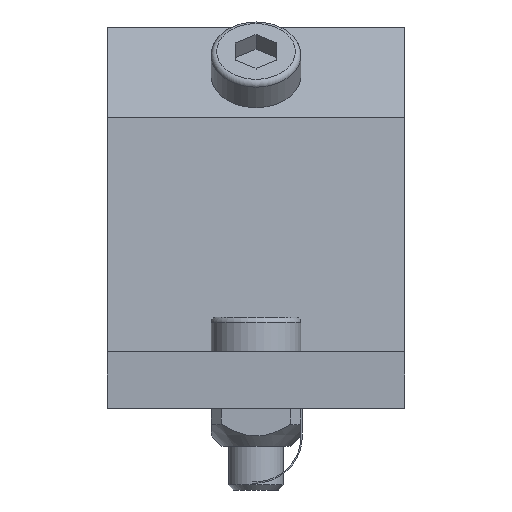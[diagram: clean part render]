
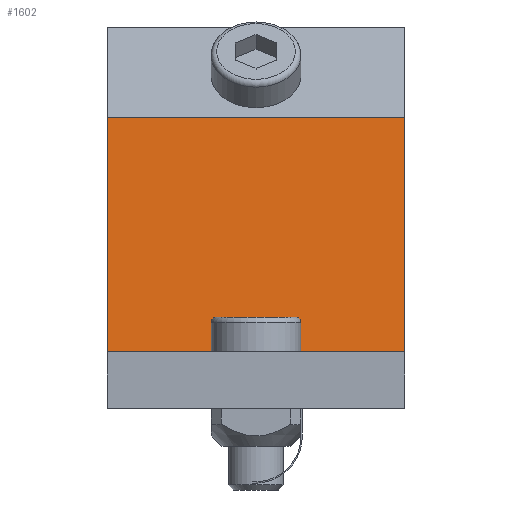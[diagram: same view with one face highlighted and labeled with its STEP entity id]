
A CAD part, left-side view. The second image highlights one B-rep face of the part: STEP entity #1602.
In plain terms, the highlighted planar face has unit normal (-0.383, 0, 0.924).
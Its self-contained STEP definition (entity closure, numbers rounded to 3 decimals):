
#209=FACE_OUTER_BOUND('',#303,.T.);
#303=EDGE_LOOP('',(#1179,#1180,#1181,#1182));
#420=LINE('',#2478,#560);
#421=LINE('',#2481,#561);
#422=LINE('',#2483,#562);
#423=LINE('',#2484,#563);
#560=VECTOR('',#2025,1.);
#561=VECTOR('',#2028,1.);
#562=VECTOR('',#2029,1.);
#563=VECTOR('',#2030,1.);
#708=VERTEX_POINT('',#2474);
#709=VERTEX_POINT('',#2476);
#710=VERTEX_POINT('',#2480);
#711=VERTEX_POINT('',#2482);
#893=EDGE_CURVE('',#708,#709,#420,.T.);
#894=EDGE_CURVE('',#710,#708,#421,.T.);
#895=EDGE_CURVE('',#711,#709,#422,.T.);
#896=EDGE_CURVE('',#710,#711,#423,.T.);
#1179=ORIENTED_EDGE('',*,*,#894,.T.);
#1180=ORIENTED_EDGE('',*,*,#893,.T.);
#1181=ORIENTED_EDGE('',*,*,#895,.F.);
#1182=ORIENTED_EDGE('',*,*,#896,.F.);
#1527=PLANE('',#1737);
#1602=ADVANCED_FACE('',(#209),#1527,.T.);
#1737=AXIS2_PLACEMENT_3D('',#2479,#2026,#2027);
#2025=DIRECTION('',(0.,-1.,0.));
#2026=DIRECTION('center_axis',(-0.383,0.,0.924));
#2027=DIRECTION('ref_axis',(-0.924,0.,-0.383));
#2028=DIRECTION('',(-0.924,0.,-0.383));
#2029=DIRECTION('',(-0.924,0.,-0.383));
#2030=DIRECTION('',(0.,-1.,0.));
#2474=CARTESIAN_POINT('',(18.553,43.,8.2));
#2476=CARTESIAN_POINT('',(18.553,0.,8.2));
#2478=CARTESIAN_POINT('',(18.553,43.,8.2));
#2479=CARTESIAN_POINT('Origin',(100.263,43.,42.045));
#2480=CARTESIAN_POINT('',(100.263,43.,42.045));
#2481=CARTESIAN_POINT('',(100.263,43.,42.045));
#2482=CARTESIAN_POINT('',(100.263,0.,42.045));
#2483=CARTESIAN_POINT('',(100.263,0.,42.045));
#2484=CARTESIAN_POINT('',(100.263,43.,42.045));
